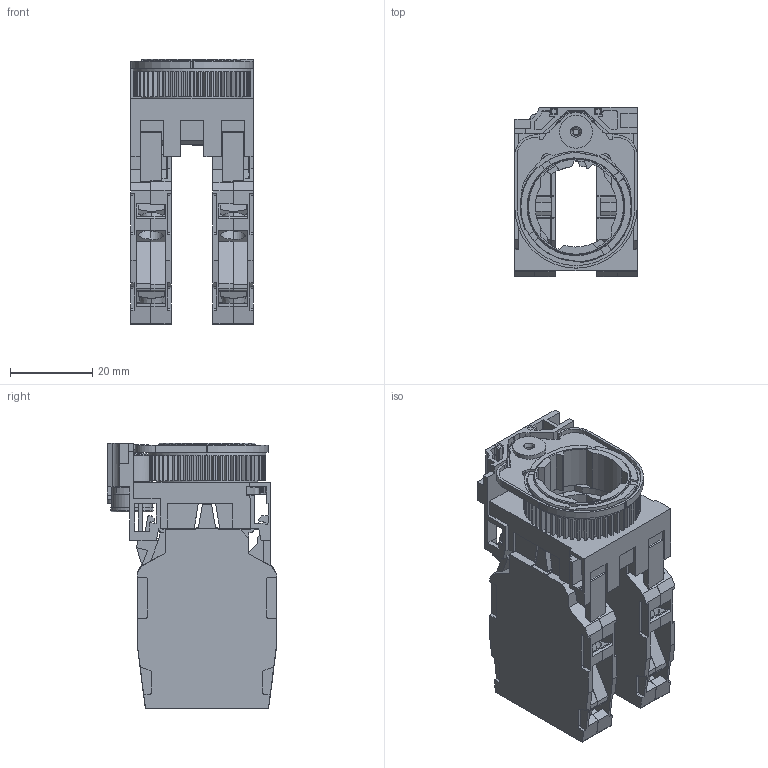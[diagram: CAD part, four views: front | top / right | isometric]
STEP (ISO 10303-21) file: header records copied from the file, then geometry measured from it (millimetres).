
FILE_DESCRIPTION(('STEP AP214'),'1');
FILE_NAME('cctmp_DFF6E85F-5A8D-4907-8DF9-F608A2EAB3E1_2025_10_07_17_54_59_0009..stp','2025-10-07T15:55:01',('SIEMENS A&D'),('CADClick - www.CADClick.com'),'Spatial InterOp 3D postprocessed',' ','unknown authorization');
FILE_SCHEMA(('AUTOMOTIVE_DESIGN'));
Length unit declared in the file: millimetre
Products named in the file (4): cc_unnamed; 0_2; 0_1; 0
Assembly tree (3 placements, depth 2):
  cc_unnamed
    0_2
    0_1
    0
Bounding box: 29.8 x 41.28 x 64.55 mm (x, y, z)
Volume: 31051.8 mm3; surface area: 26976.9 mm2
Topology: 3 solids, 3 shells, 3211 faces, 9219 edges, 6056 vertices
Faces by surface type: plane 2468, cylinder 641, cone 70, torus 32
Entity records: 115097 total; most frequent: CARTESIAN_POINT 19633, ORIENTED_EDGE 18434, DIRECTION 17413, EDGE_CURVE 9217, LINE 7265, VECTOR 7265, VERTEX_POINT 6056, AXIS2_PLACEMENT_3D 5074
